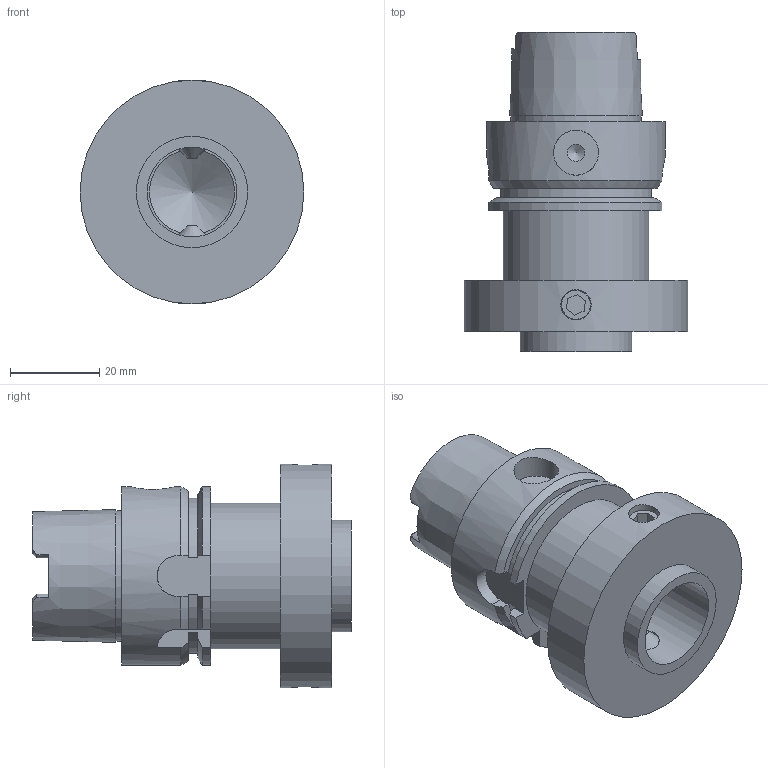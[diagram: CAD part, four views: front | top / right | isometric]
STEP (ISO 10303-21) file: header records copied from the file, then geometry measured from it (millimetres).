
FILE_DESCRIPTION(/* description */ (''),/* implementation_level */ '2;1');
FILE_NAME(/* name */ '10001160046nxv000_00_214.stp',/* time_stamp */ '2023-02-23T08:33:02+01:00',/* author */ (''),/* organization */ (''),/* preprocessor_version */ 'ST-DEVELOPER v18.1',/* originating_system */ 'SIEMENS PLM Software NX 2000',/* authorisation */ '');
FILE_SCHEMA (('AUTOMOTIVE_DESIGN { 1 0 10303 214 3 1 1 1 }'));
Length unit declared in the file: millimetre
Products named in the file (1): 10001160046nxv000_00
Bounding box: 50 x 71.3 x 50 mm (x, y, z)
Volume: 52520.5 mm3; surface area: 17758.7 mm2
Topology: 1 solids, 1 shells, 115 faces, 291 edges, 192 vertices
Faces by surface type: plane 60, cylinder 33, cone 21, torus 1
Full cylindrical faces by diameter (mm): 6.8 x2, 10.045 x1, 11 x1, 13 x1, 19 x1, 20.06 x1, 21 x1, 21.042 x2, 24.9 x1, 25.565 x1, 29.25 x1, 32.5 x1, 39.95 x1, 50 x1
Entity records: 3501 total; most frequent: CARTESIAN_POINT 943, DIRECTION 518, ORIENTED_EDGE 486, EDGE_CURVE 243, AXIS2_PLACEMENT_3D 200, VERTEX_POINT 174, EDGE_LOOP 157, LINE 118
